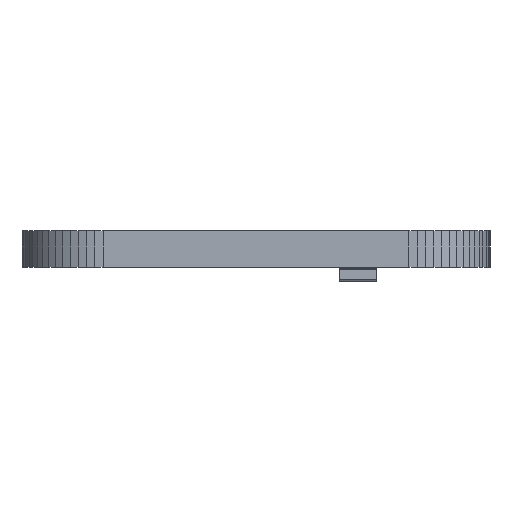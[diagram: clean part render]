
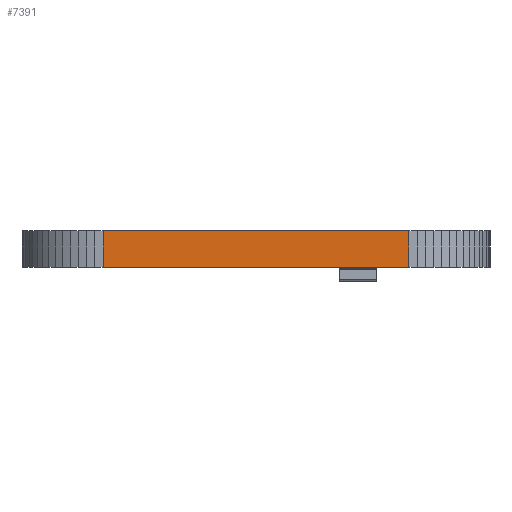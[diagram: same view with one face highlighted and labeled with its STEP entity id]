
A CAD part, left-side view. The second image highlights one B-rep face of the part: STEP entity #7391.
In plain terms, the highlighted planar face has unit normal (-1, 0, 0).
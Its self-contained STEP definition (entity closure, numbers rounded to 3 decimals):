
#1980 = PLANE('',#1981);
#1981 = AXIS2_PLACEMENT_3D('',#1982,#1983,#1984);
#1982 = CARTESIAN_POINT('',(144.65,-99.55,1.58));
#1983 = DIRECTION('',(-0.,-0.,-1.));
#1984 = DIRECTION('',(-1.,0.,0.));
#2034 = PLANE('',#2035);
#2035 = AXIS2_PLACEMENT_3D('',#2036,#2037,#2038);
#2036 = CARTESIAN_POINT('',(144.65,-99.55,0.));
#2037 = DIRECTION('',(-0.,-0.,-1.));
#2038 = DIRECTION('',(-1.,0.,0.));
#3431 = VERTEX_POINT('',#3432);
#3432 = CARTESIAN_POINT('',(118.9,-106.15,0.));
#3446 = PLANE('',#3447);
#3447 = AXIS2_PLACEMENT_3D('',#3448,#3449,#3450);
#3448 = CARTESIAN_POINT('',(118.919,-106.516,0.));
#3449 = DIRECTION('',(-0.999,-0.052,0.));
#3450 = DIRECTION('',(-0.052,0.999,0.));
#3458 = EDGE_CURVE('',#3431,#3459,#3461,.T.);
#3459 = VERTEX_POINT('',#3460);
#3460 = CARTESIAN_POINT('',(118.9,-92.95,0.));
#3461 = SURFACE_CURVE('',#3462,(#3466,#3473),.PCURVE_S1.);
#3462 = LINE('',#3463,#3464);
#3463 = CARTESIAN_POINT('',(118.9,-106.15,0.));
#3464 = VECTOR('',#3465,1.);
#3465 = DIRECTION('',(0.,1.,0.));
#3466 = PCURVE('',#2034,#3467);
#3467 = DEFINITIONAL_REPRESENTATION('',(#3468),#3472);
#3468 = LINE('',#3469,#3470);
#3469 = CARTESIAN_POINT('',(25.75,-6.6));
#3470 = VECTOR('',#3471,1.);
#3471 = DIRECTION('',(0.,1.));
#3472 = ( GEOMETRIC_REPRESENTATION_CONTEXT(2) 
PARAMETRIC_REPRESENTATION_CONTEXT() REPRESENTATION_CONTEXT('2D SPACE',''
  ) );
#3473 = PCURVE('',#3474,#3479);
#3474 = PLANE('',#3475);
#3475 = AXIS2_PLACEMENT_3D('',#3476,#3477,#3478);
#3476 = CARTESIAN_POINT('',(118.9,-106.15,0.));
#3477 = DIRECTION('',(-1.,0.,0.));
#3478 = DIRECTION('',(0.,1.,0.));
#3479 = DEFINITIONAL_REPRESENTATION('',(#3480),#3484);
#3480 = LINE('',#3481,#3482);
#3481 = CARTESIAN_POINT('',(0.,0.));
#3482 = VECTOR('',#3483,1.);
#3483 = DIRECTION('',(1.,0.));
#3484 = ( GEOMETRIC_REPRESENTATION_CONTEXT(2) 
PARAMETRIC_REPRESENTATION_CONTEXT() REPRESENTATION_CONTEXT('2D SPACE',''
  ) );
#3502 = PLANE('',#3503);
#3503 = AXIS2_PLACEMENT_3D('',#3504,#3505,#3506);
#3504 = CARTESIAN_POINT('',(118.9,-92.95,0.));
#3505 = DIRECTION('',(-0.999,0.052,0.));
#3506 = DIRECTION('',(0.052,0.999,0.));
#5576 = VERTEX_POINT('',#5577);
#5577 = CARTESIAN_POINT('',(118.9,-106.15,1.58));
#5598 = EDGE_CURVE('',#5576,#5599,#5601,.T.);
#5599 = VERTEX_POINT('',#5600);
#5600 = CARTESIAN_POINT('',(118.9,-92.95,1.58));
#5601 = SURFACE_CURVE('',#5602,(#5606,#5613),.PCURVE_S1.);
#5602 = LINE('',#5603,#5604);
#5603 = CARTESIAN_POINT('',(118.9,-106.15,1.58));
#5604 = VECTOR('',#5605,1.);
#5605 = DIRECTION('',(0.,1.,0.));
#5606 = PCURVE('',#1980,#5607);
#5607 = DEFINITIONAL_REPRESENTATION('',(#5608),#5612);
#5608 = LINE('',#5609,#5610);
#5609 = CARTESIAN_POINT('',(25.75,-6.6));
#5610 = VECTOR('',#5611,1.);
#5611 = DIRECTION('',(0.,1.));
#5612 = ( GEOMETRIC_REPRESENTATION_CONTEXT(2) 
PARAMETRIC_REPRESENTATION_CONTEXT() REPRESENTATION_CONTEXT('2D SPACE',''
  ) );
#5613 = PCURVE('',#3474,#5614);
#5614 = DEFINITIONAL_REPRESENTATION('',(#5615),#5619);
#5615 = LINE('',#5616,#5617);
#5616 = CARTESIAN_POINT('',(0.,-1.58));
#5617 = VECTOR('',#5618,1.);
#5618 = DIRECTION('',(1.,0.));
#5619 = ( GEOMETRIC_REPRESENTATION_CONTEXT(2) 
PARAMETRIC_REPRESENTATION_CONTEXT() REPRESENTATION_CONTEXT('2D SPACE',''
  ) );
#7341 = EDGE_CURVE('',#3459,#5599,#7342,.T.);
#7342 = SURFACE_CURVE('',#7343,(#7347,#7354),.PCURVE_S1.);
#7343 = LINE('',#7344,#7345);
#7344 = CARTESIAN_POINT('',(118.9,-92.95,0.));
#7345 = VECTOR('',#7346,1.);
#7346 = DIRECTION('',(0.,0.,1.));
#7347 = PCURVE('',#3502,#7348);
#7348 = DEFINITIONAL_REPRESENTATION('',(#7349),#7353);
#7349 = LINE('',#7350,#7351);
#7350 = CARTESIAN_POINT('',(0.,0.));
#7351 = VECTOR('',#7352,1.);
#7352 = DIRECTION('',(0.,-1.));
#7353 = ( GEOMETRIC_REPRESENTATION_CONTEXT(2) 
PARAMETRIC_REPRESENTATION_CONTEXT() REPRESENTATION_CONTEXT('2D SPACE',''
  ) );
#7354 = PCURVE('',#3474,#7355);
#7355 = DEFINITIONAL_REPRESENTATION('',(#7356),#7360);
#7356 = LINE('',#7357,#7358);
#7357 = CARTESIAN_POINT('',(13.2,0.));
#7358 = VECTOR('',#7359,1.);
#7359 = DIRECTION('',(0.,-1.));
#7360 = ( GEOMETRIC_REPRESENTATION_CONTEXT(2) 
PARAMETRIC_REPRESENTATION_CONTEXT() REPRESENTATION_CONTEXT('2D SPACE',''
  ) );
#7391 = ADVANCED_FACE('',(#7392),#3474,.T.);
#7392 = FACE_BOUND('',#7393,.T.);
#7393 = EDGE_LOOP('',(#7394,#7415,#7416,#7417));
#7394 = ORIENTED_EDGE('',*,*,#7395,.T.);
#7395 = EDGE_CURVE('',#3431,#5576,#7396,.T.);
#7396 = SURFACE_CURVE('',#7397,(#7401,#7408),.PCURVE_S1.);
#7397 = LINE('',#7398,#7399);
#7398 = CARTESIAN_POINT('',(118.9,-106.15,0.));
#7399 = VECTOR('',#7400,1.);
#7400 = DIRECTION('',(0.,0.,1.));
#7401 = PCURVE('',#3474,#7402);
#7402 = DEFINITIONAL_REPRESENTATION('',(#7403),#7407);
#7403 = LINE('',#7404,#7405);
#7404 = CARTESIAN_POINT('',(0.,0.));
#7405 = VECTOR('',#7406,1.);
#7406 = DIRECTION('',(0.,-1.));
#7407 = ( GEOMETRIC_REPRESENTATION_CONTEXT(2) 
PARAMETRIC_REPRESENTATION_CONTEXT() REPRESENTATION_CONTEXT('2D SPACE',''
  ) );
#7408 = PCURVE('',#3446,#7409);
#7409 = DEFINITIONAL_REPRESENTATION('',(#7410),#7414);
#7410 = LINE('',#7411,#7412);
#7411 = CARTESIAN_POINT('',(0.366,0.));
#7412 = VECTOR('',#7413,1.);
#7413 = DIRECTION('',(0.,-1.));
#7414 = ( GEOMETRIC_REPRESENTATION_CONTEXT(2) 
PARAMETRIC_REPRESENTATION_CONTEXT() REPRESENTATION_CONTEXT('2D SPACE',''
  ) );
#7415 = ORIENTED_EDGE('',*,*,#5598,.T.);
#7416 = ORIENTED_EDGE('',*,*,#7341,.F.);
#7417 = ORIENTED_EDGE('',*,*,#3458,.F.);
